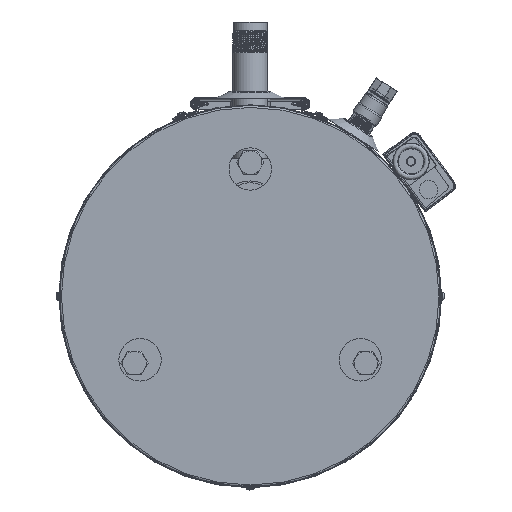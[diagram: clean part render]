
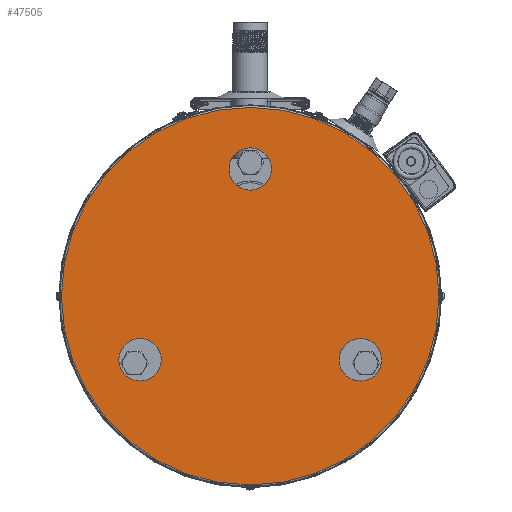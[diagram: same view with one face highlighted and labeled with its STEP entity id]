
A CAD part, front view. The second image highlights one B-rep face of the part: STEP entity #47505.
In plain terms, the highlighted planar face has unit normal (0, -1, 0).
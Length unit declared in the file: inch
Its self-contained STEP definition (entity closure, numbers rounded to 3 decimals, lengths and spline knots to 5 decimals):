
#678 = VERTEX_POINT ( 'NONE', #49941 ) ;
#3462 = DIRECTION ( 'NONE',  ( 0., -1., 0. ) ) ;
#4754 = CARTESIAN_POINT ( 'NONE',  ( 0., -0.53, 0. ) ) ;
#4785 = AXIS2_PLACEMENT_3D ( 'NONE', #4754, #3462, #86046 ) ;
#5011 = CARTESIAN_POINT ( 'NONE',  ( 0., -0.53, 6. ) ) ;
#9399 = DIRECTION ( 'NONE',  ( -1., 0., 0. ) ) ;
#10139 = EDGE_LOOP ( 'NONE', ( #87467 ) ) ;
#10316 = CARTESIAN_POINT ( 'NONE',  ( 5.19615, -0.53, -3. ) ) ;
#12660 = EDGE_CURVE ( 'NONE', #678, #678, #45626, .T. ) ;
#13737 = DIRECTION ( 'NONE',  ( 0., 1., 0. ) ) ;
#18091 = FACE_BOUND ( 'NONE', #96268, .T. ) ;
#18884 = CARTESIAN_POINT ( 'NONE',  ( -1., -0.53, 6. ) ) ;
#20974 = DIRECTION ( 'NONE',  ( -1., 0., 0. ) ) ;
#32676 = AXIS2_PLACEMENT_3D ( 'NONE', #5011, #13737, #107043 ) ;
#38133 = CARTESIAN_POINT ( 'NONE',  ( 0., -0.53, 0. ) ) ;
#39245 = EDGE_CURVE ( 'NONE', #116256, #116256, #65565, .T. ) ;
#41208 = ORIENTED_EDGE ( 'NONE', *, *, #67038, .T. ) ;
#43464 = AXIS2_PLACEMENT_3D ( 'NONE', #74423, #124389, #104456 ) ;
#43612 = EDGE_CURVE ( 'NONE', #69525, #69525, #81475, .T. ) ;
#45626 = CIRCLE ( 'NONE', #43464, 1. ) ;
#47375 = FACE_OUTER_BOUND ( 'NONE', #54112, .T. ) ;
#47505 = ADVANCED_FACE ( 'NONE', ( #111402, #18091, #68071, #47375 ), #130116, .F. ) ;
#49941 = CARTESIAN_POINT ( 'NONE',  ( -6.19615, -0.53, -3. ) ) ;
#54112 = EDGE_LOOP ( 'NONE', ( #41208 ) ) ;
#56876 = CARTESIAN_POINT ( 'NONE',  ( 4.19615, -0.53, -3. ) ) ;
#65565 = CIRCLE ( 'NONE', #127311, 1. ) ;
#67038 = EDGE_CURVE ( 'NONE', #74336, #74336, #68632, .T. ) ;
#68071 = FACE_BOUND ( 'NONE', #75025, .T. ) ;
#68632 = CIRCLE ( 'NONE', #4785, 8.905 ) ;
#69129 = ORIENTED_EDGE ( 'NONE', *, *, #43612, .T. ) ;
#69525 = VERTEX_POINT ( 'NONE', #18884 ) ;
#74336 = VERTEX_POINT ( 'NONE', #114974 ) ;
#74423 = CARTESIAN_POINT ( 'NONE',  ( -5.19615, -0.53, -3. ) ) ;
#75025 = EDGE_LOOP ( 'NONE', ( #69129 ) ) ;
#81475 = CIRCLE ( 'NONE', #32676, 1. ) ;
#86046 = DIRECTION ( 'NONE',  ( 1., 0., 0. ) ) ;
#87467 = ORIENTED_EDGE ( 'NONE', *, *, #39245, .T. ) ;
#96268 = EDGE_LOOP ( 'NONE', ( #105450 ) ) ;
#100360 = DIRECTION ( 'NONE',  ( 0., 1., 0. ) ) ;
#100743 = DIRECTION ( 'NONE',  ( 0., 1., 0. ) ) ;
#104456 = DIRECTION ( 'NONE',  ( -1., 0., 0. ) ) ;
#105450 = ORIENTED_EDGE ( 'NONE', *, *, #12660, .T. ) ;
#107043 = DIRECTION ( 'NONE',  ( -1., 0., 0. ) ) ;
#111402 = FACE_BOUND ( 'NONE', #10139, .T. ) ;
#114974 = CARTESIAN_POINT ( 'NONE',  ( 8.905, -0.53, 0. ) ) ;
#116256 = VERTEX_POINT ( 'NONE', #56876 ) ;
#124228 = AXIS2_PLACEMENT_3D ( 'NONE', #38133, #100743, #9399 ) ;
#124389 = DIRECTION ( 'NONE',  ( 0., 1., 0. ) ) ;
#127311 = AXIS2_PLACEMENT_3D ( 'NONE', #10316, #100360, #20974 ) ;
#130116 = PLANE ( 'NONE',  #124228 ) ;
